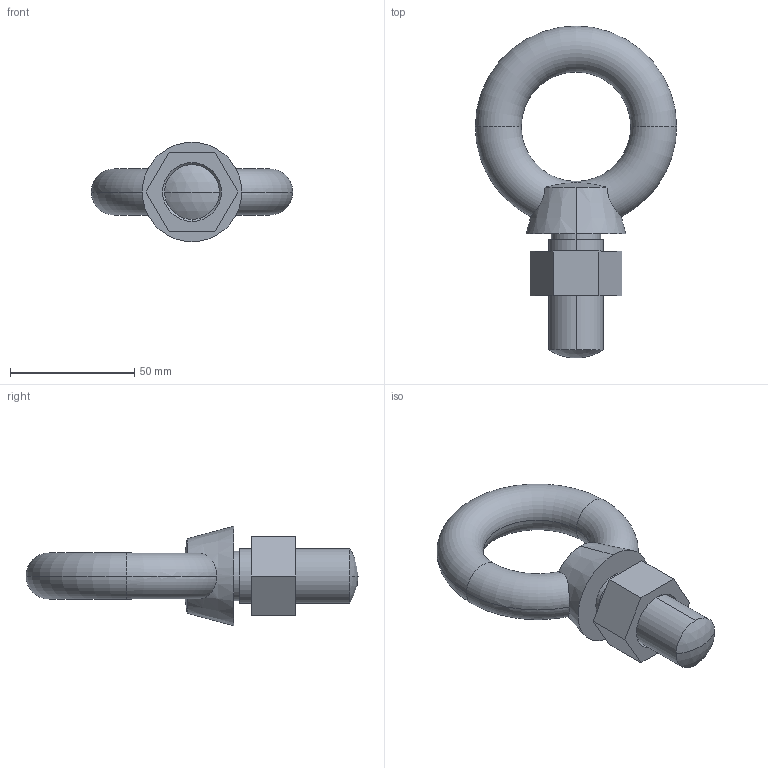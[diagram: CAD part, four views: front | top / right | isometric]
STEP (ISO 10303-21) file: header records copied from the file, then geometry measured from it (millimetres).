
FILE_DESCRIPTION (( 'STEP AP203' ), '1' );
FILE_NAME ('Žº‰ª•ÏŠ·.STEP', '2012-09-19T05:57:02', ( '' ), ( '' ), 'SwSTEP 2.0', 'SolidWorks 2011', '' );
FILE_SCHEMA (( 'CONFIG_CONTROL_DESIGN' ));
Length unit declared in the file: millimetre
Products named in the file (3): 室岡変換; B-113-22榋妏僫僢僩M22_; B-1131-22_
Assembly tree (2 placements, depth 2):
  室岡変換
    B-113-22榋妏僫僢僩M22_
    B-1131-22_
Bounding box: 81 x 133.5 x 40 mm (x, y, z)
Volume: 91039 mm3; surface area: 20973.2 mm2
Topology: 2 solids, 2 shells, 28 faces, 67 edges, 43 vertices
Faces by surface type: plane 10, cylinder 6, cone 4, torus 4, sphere 4
Entity records: 1299 total; most frequent: CARTESIAN_POINT 317, DIRECTION 160, ORIENTED_EDGE 134, EDGE_CURVE 67, AXIS2_PLACEMENT_3D 66, VERTEX_POINT 43, CIRCLE 33, EDGE_LOOP 32
